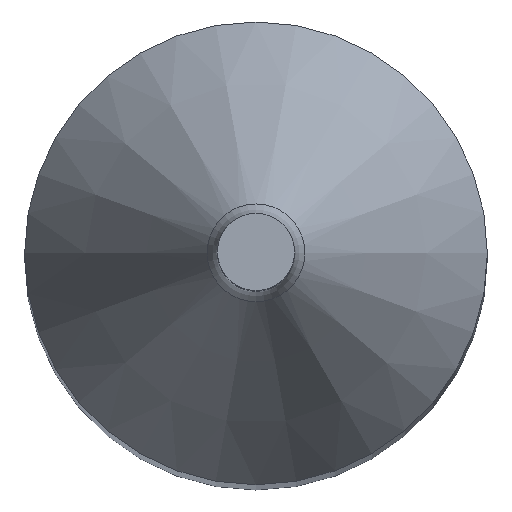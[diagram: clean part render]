
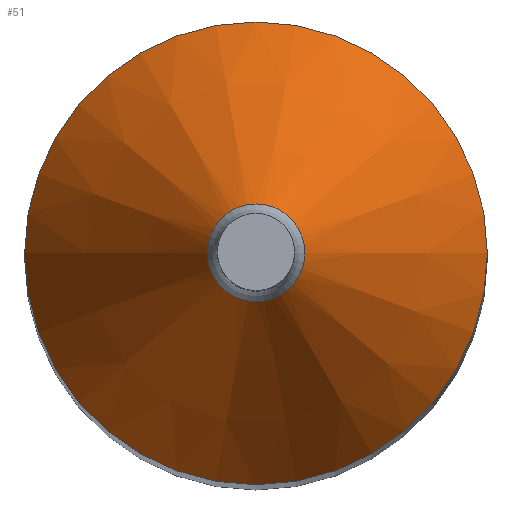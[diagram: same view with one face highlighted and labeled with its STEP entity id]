
A CAD part, top view. The second image highlights one B-rep face of the part: STEP entity #51.
In plain terms, the highlighted conical face has half-angle 30 degrees and reference radius 0.5 mm.
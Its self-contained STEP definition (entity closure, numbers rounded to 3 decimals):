
#35=CONICAL_SURFACE('',#215,0.5,30.);
#41=FACE_BOUND('',#63,.T.);
#42=FACE_BOUND('',#64,.T.);
#51=ADVANCED_FACE('',(#41,#42),#35,.T.);
#63=EDGE_LOOP('',(#75));
#64=EDGE_LOOP('',(#76));
#75=ORIENTED_EDGE('',*,*,#92,.T.);
#76=ORIENTED_EDGE('',*,*,#93,.F.);
#86=VERTEX_POINT('',#286);
#87=VERTEX_POINT('',#288);
#92=EDGE_CURVE('',#86,#86,#98,.T.);
#93=EDGE_CURVE('',#87,#87,#99,.T.);
#98=CIRCLE('',#213,0.634);
#99=CIRCLE('',#214,3.);
#213=AXIS2_PLACEMENT_3D('',#285,#246,#247);
#214=AXIS2_PLACEMENT_3D('',#287,#248,#249);
#215=AXIS2_PLACEMENT_3D('',#289,#250,#251);
#246=DIRECTION('',(0.,0.,-1.));
#247=DIRECTION('',(-1.,0.,0.));
#248=DIRECTION('',(0.,0.,-1.));
#249=DIRECTION('',(-1.,0.,0.));
#250=DIRECTION('',(0.,0.,-1.));
#251=DIRECTION('',(-1.,0.,0.));
#285=CARTESIAN_POINT('',(0.,0.,43.498));
#286=CARTESIAN_POINT('',(-0.634,0.,43.498));
#287=CARTESIAN_POINT('',(0.,0.,39.4));
#288=CARTESIAN_POINT('',(-3.,0.,39.4));
#289=CARTESIAN_POINT('',(0.,0.,43.73));
